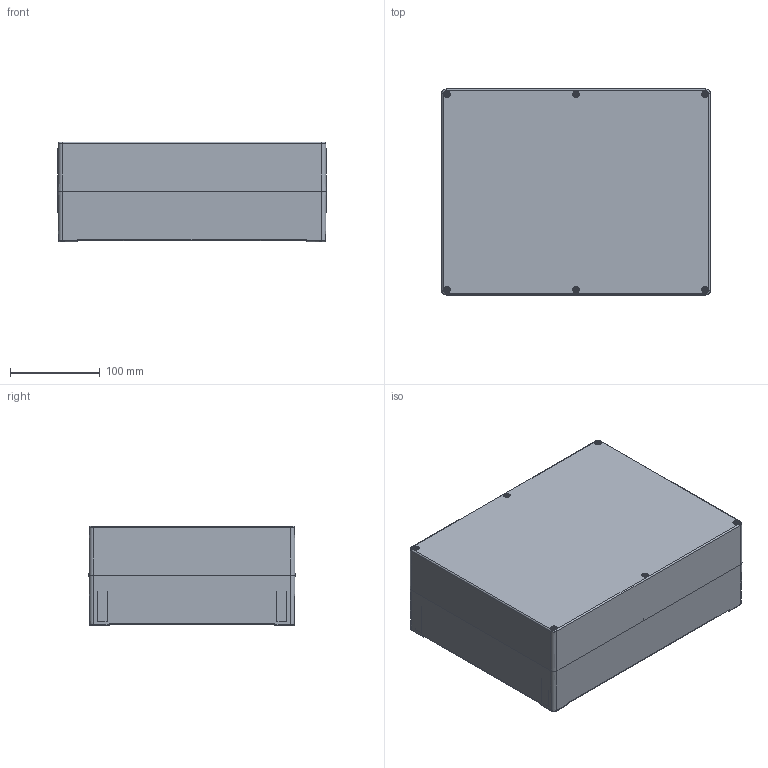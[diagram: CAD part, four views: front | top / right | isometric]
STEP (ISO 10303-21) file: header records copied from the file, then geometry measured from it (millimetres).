
FILE_DESCRIPTION((''),'2;1');
FILE_NAME('0402108000-MBT_302311-K_VE.stp','2015-12-22T14:52:06',('robin.rentz'),(''),'Autodesk Inventor 2012','Autodesk Inventor 2012','');
FILE_SCHEMA(('AUTOMOTIVE_DESIGN { 1 2 10303 214 0 1 1 1 }'));
Length unit declared in the file: millimetre
Products named in the file (6): 0402108000-MBT_302311-K_VE; 0401107802-UT_302355_VE; 0302108001-OT_302355-K_VE; xxx-O-Ring--OT--MBM-MBT_302355; 1990000007 M4 Gewindebuchse; 1990000051 Schraube A2 BM4 x 63
Assembly tree (15 placements, depth 2):
  0402108000-MBT_302311-K_VE
    0401107802-UT_302355_VE
    0302108001-OT_302355-K_VE
    xxx-O-Ring--OT--MBM-MBT_302355
    1990000007 M4 Gewindebuchse  x6
    1990000051 Schraube A2 BM4 x 63  x6
Bounding box: 300 x 230 x 111.53 mm (x, y, z)
Volume: 915021.7 mm3; surface area: 547658.8 mm2
Topology: 15 solids, 15 shells, 2429 faces, 5878 edges, 3540 vertices
Faces by surface type: plane 899, cylinder 612, cone 556, torus 296, bspline 60, sphere 6
Full cylindrical faces by diameter (mm): 3.242 x6, 3.3 x6, 4 x6, 4.4 x6, 4.5 x10, 5.1 x6, 6.8 x6, 7 x6, 7.4 x6, 7.5 x4, 8 x6
Entity records: 31564 total; most frequent: CARTESIAN_POINT 6799, DIRECTION 5510, ORIENTED_EDGE 4850, EDGE_CURVE 2425, AXIS2_PLACEMENT_3D 2248, VERTEX_POINT 1525, EDGE_LOOP 1262, CIRCLE 1149
